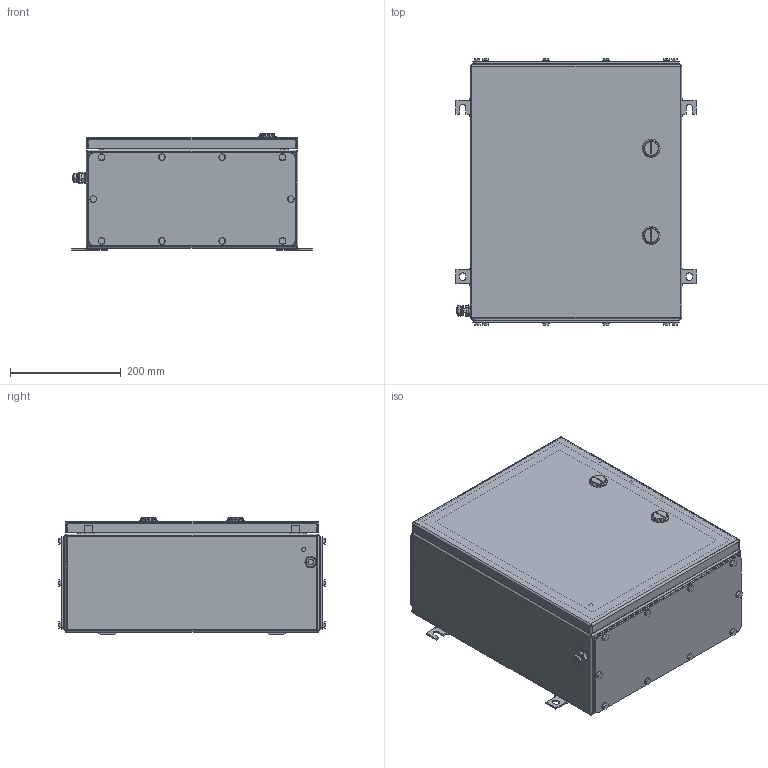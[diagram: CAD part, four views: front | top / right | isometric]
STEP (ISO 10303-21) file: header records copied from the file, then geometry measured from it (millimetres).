
FILE_DESCRIPTION(('CATIA V5 STEP Exchange','CAx-IF Rec.Pracs.--- Model Styling and Organization---1.4--- 2014-01-23'),'2;1');
FILE_NAME ('008813-5_3_1200410000_1200410000.stp','2019-09-23T07:58:05+00:00',('none'),('Weidmueller'),'CATIA Version 5-6 Release 2016 SP3 HF44','CATIA V5 STEP AP214','none');
FILE_SCHEMA(('AUTOMOTIVE_DESIGN { 1 0 10303 214 1 1 1 1 }'));
Products named in the file (1): 1200410000
Bounding box: 433 x 480 x 209.8 mm (x, y, z)
Volume: 1661889.2 mm3; surface area: 1805406.6 mm2
Topology: 90 solids, 92 shells, 1825 faces, 4204 edges, 2636 vertices
Faces by surface type: plane 805, cylinder 786, cone 180, sphere 24, torus 22, bspline 8
Entity records: 49795 total; most frequent: CARTESIAN_POINT 10931, ORIENTED_EDGE 8256, DIRECTION 6547, EDGE_CURVE 4128, AXIS2_PLACEMENT_3D 2851, VERTEX_POINT 2636, VECTOR 2320, LINE 2320
